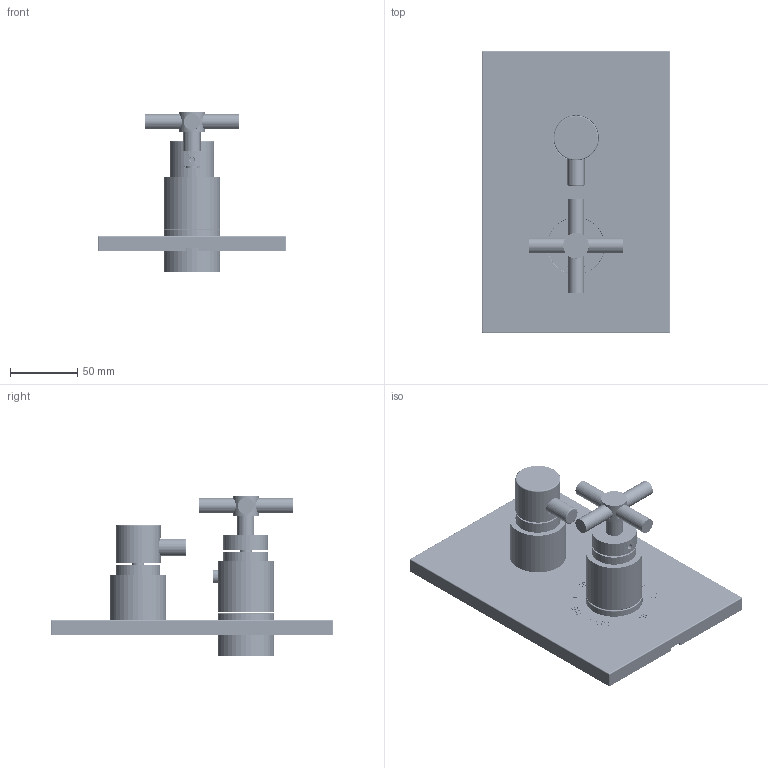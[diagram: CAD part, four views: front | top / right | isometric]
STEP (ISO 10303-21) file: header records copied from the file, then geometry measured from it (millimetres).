
FILE_DESCRIPTION((''),'2;1');
FILE_NAME('3-993TS_ASM','2016-04-01T',('rsmith'),(''),'PRO/ENGINEER BY PARAMETRIC TECHNOLOGY CORPORATION, 2013150','PRO/ENGINEER BY PARAMETRIC TECHNOLOGY CORPORATION, 2013150','');
FILE_SCHEMA(('CONFIG_CONTROL_DESIGN'));
Length unit declared in the file: inch
Products named in the file (28): 12349_AF2; H-78_2_FEET_AF14; 91678; 2-999_AF2_ASM; 12368; 91249; 91080; 2-996_ASM; 91308; 12348; 12345_AF14; 12354; 12353; 92137; 91246; 92849; 2-998_ASM; 92113; 11016; 92005; 11058; 91255; 2-354_ASM; 10622; 10629; 92000; 2-110_ASM; 3-993TS_ASM
Assembly tree (36 placements, depth 3):
  3-993TS_ASM
    2-999_AF2_ASM
      12349_AF2
      H-78_2_FEET_AF14
      91678
    2-996_ASM
      12368
      91249
      91080
    91308
    12348
    12345_AF14
    2-998_ASM
      12354
      12353
      92137
      91246
      92849
    92113  x2
    2-354_ASM
      11016
      92005
      11058
      91255
    2-110_ASM
      10622
      10629  x4
      92000  x2
      92005  x4
Bounding box: 139.7 x 209.55 x 119.32 mm (x, y, z)
Volume: 194575.5 mm3; surface area: 251312 mm2
Topology: 31 solids, 47 shells, 2861 faces, 7575 edges, 4874 vertices
Faces by surface type: cylinder 910, plane 895, bspline 430, extrusion 358, cone 180, torus 58, sphere 26, revolution 4
Entity records: 131322 total; most frequent: CARTESIAN_POINT 77607, ORIENTED_EDGE 12284, DIRECTION 8670, EDGE_CURVE 6172, VERTEX_POINT 3995, B_SPLINE_CURVE_WITH_KNOTS 2937, AXIS2_PLACEMENT_3D 2918, VECTOR 2830
